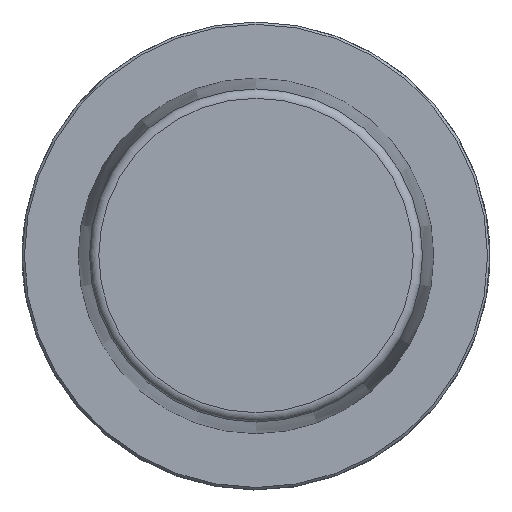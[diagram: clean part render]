
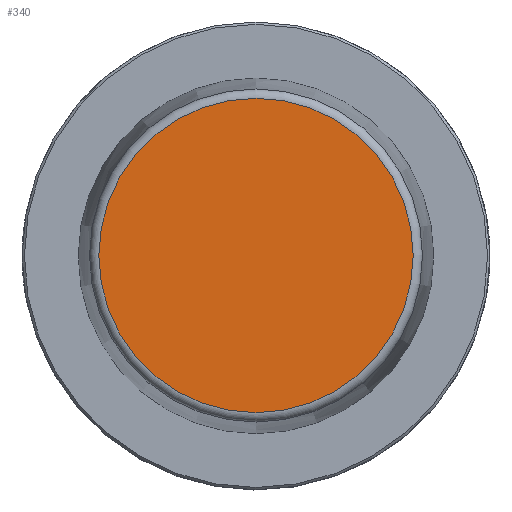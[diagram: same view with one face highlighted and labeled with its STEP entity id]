
A CAD part, top view. The second image highlights one B-rep face of the part: STEP entity #340.
In plain terms, the highlighted planar face has unit normal (0, 0, 1).
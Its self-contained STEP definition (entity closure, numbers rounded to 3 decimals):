
#340=ADVANCED_FACE('',(#430),#362,.T.);
#362=PLANE('',#1550);
#430=FACE_OUTER_BOUND('',#505,.T.);
#505=EDGE_LOOP('',(#904));
#904=ORIENTED_EDGE('',*,*,#1243,.F.);
#1043=VERTEX_POINT('',#2702);
#1243=EDGE_CURVE('',#1043,#1043,#1345,.T.);
#1345=CIRCLE('',#1549,33.6);
#1549=AXIS2_PLACEMENT_3D('',#2701,#1965,#1966);
#1550=AXIS2_PLACEMENT_3D('',#2703,#1967,#1968);
#1965=DIRECTION('',(0.,0.,-1.));
#1966=DIRECTION('',(1.,0.,0.));
#1967=DIRECTION('',(0.,0.,1.));
#1968=DIRECTION('',(-1.,0.,0.));
#2701=CARTESIAN_POINT('',(0.,0.,50.));
#2702=CARTESIAN_POINT('',(33.6,0.,50.));
#2703=CARTESIAN_POINT('',(0.,-33.6,50.));
